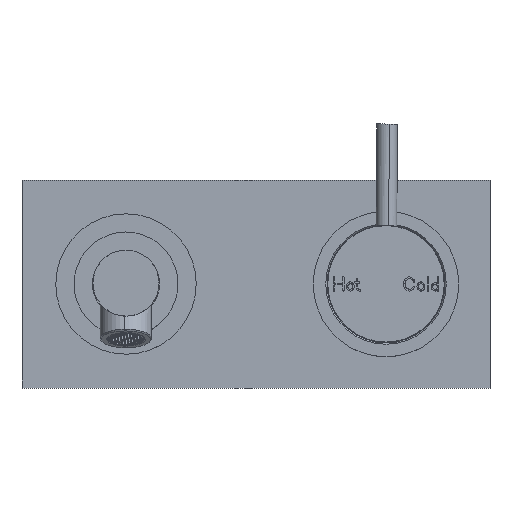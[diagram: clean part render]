
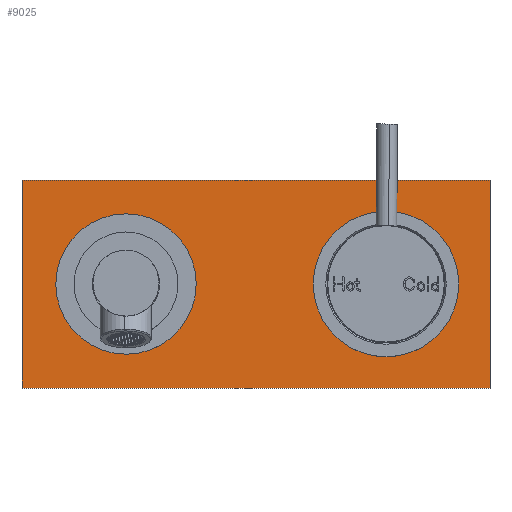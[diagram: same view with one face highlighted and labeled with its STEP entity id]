
A CAD part, top view. The second image highlights one B-rep face of the part: STEP entity #9025.
In plain terms, the highlighted planar face has unit normal (0, 0, 1).
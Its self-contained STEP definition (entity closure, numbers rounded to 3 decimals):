
#424 = ORIENTED_EDGE ( 'NONE', *, *, #25766, .F. ) ;
#445 = DIRECTION ( 'NONE',  ( -1., 0., 0. ) ) ;
#544 = ORIENTED_EDGE ( 'NONE', *, *, #21280, .F. ) ;
#738 = CARTESIAN_POINT ( 'NONE',  ( 90., 40., 57.4 ) ) ;
#788 = DIRECTION ( 'NONE',  ( 0., 0., -1. ) ) ;
#1243 = CARTESIAN_POINT ( 'NONE',  ( 50., 0., 57.4 ) ) ;
#1602 = VERTEX_POINT ( 'NONE', #6309 ) ;
#3067 = FACE_BOUND ( 'NONE', #20117, .T. ) ;
#3282 = CARTESIAN_POINT ( 'NONE',  ( 73., 0., 57.4 ) ) ;
#3567 = DIRECTION ( 'NONE',  ( 1., 0., 0. ) ) ;
#3615 = CARTESIAN_POINT ( 'NONE',  ( 90., -40., 57.4 ) ) ;
#3877 = CIRCLE ( 'NONE', #11229, 12. ) ;
#4844 = EDGE_CURVE ( 'NONE', #19287, #5445, #10211, .T. ) ;
#5175 = LINE ( 'NONE', #8536, #28220 ) ;
#5353 = DIRECTION ( 'NONE',  ( -1., 0., 0. ) ) ;
#5445 = VERTEX_POINT ( 'NONE', #3282 ) ;
#5491 = CARTESIAN_POINT ( 'NONE',  ( -90., 40., 57.4 ) ) ;
#5773 = VERTEX_POINT ( 'NONE', #17204 ) ;
#5840 = LINE ( 'NONE', #32313, #8127 ) ;
#5958 = CARTESIAN_POINT ( 'NONE',  ( -50., 0., 57.4 ) ) ;
#6097 = EDGE_CURVE ( 'NONE', #1602, #33908, #25556, .T. ) ;
#6309 = CARTESIAN_POINT ( 'NONE',  ( -62., 0., 57.4 ) ) ;
#6406 = FACE_OUTER_BOUND ( 'NONE', #11078, .T. ) ;
#7002 = DIRECTION ( 'NONE',  ( 0., -1., 0. ) ) ;
#8127 = VECTOR ( 'NONE', #27187, 1000. ) ;
#8536 = CARTESIAN_POINT ( 'NONE',  ( -90., -40., 57.4 ) ) ;
#8837 = EDGE_CURVE ( 'NONE', #5445, #19287, #16371, .T. ) ;
#8919 = AXIS2_PLACEMENT_3D ( 'NONE', #17005, #27763, #3567 ) ;
#9025 = ADVANCED_FACE ( 'NONE', ( #3067, #6406, #30418 ), #16672, .T. ) ;
#9414 = DIRECTION ( 'NONE',  ( 0., 0., -1. ) ) ;
#10211 = CIRCLE ( 'NONE', #11340, 23. ) ;
#10337 = EDGE_CURVE ( 'NONE', #33908, #1602, #3877, .T. ) ;
#11078 = EDGE_LOOP ( 'NONE', ( #544, #32237, #424, #11114 ) ) ;
#11114 = ORIENTED_EDGE ( 'NONE', *, *, #30417, .F. ) ;
#11229 = AXIS2_PLACEMENT_3D ( 'NONE', #24667, #16884, #445 ) ;
#11340 = AXIS2_PLACEMENT_3D ( 'NONE', #1243, #9414, #22839 ) ;
#11743 = ORIENTED_EDGE ( 'NONE', *, *, #6097, .T. ) ;
#12387 = AXIS2_PLACEMENT_3D ( 'NONE', #28505, #25867, #23391 ) ;
#12845 = CARTESIAN_POINT ( 'NONE',  ( 27., 0., 57.4 ) ) ;
#12913 = LINE ( 'NONE', #5491, #18259 ) ;
#13091 = DIRECTION ( 'NONE',  ( 0., 1., 0. ) ) ;
#14712 = EDGE_CURVE ( 'NONE', #5773, #31660, #5840, .T. ) ;
#15994 = AXIS2_PLACEMENT_3D ( 'NONE', #5958, #788, #20057 ) ;
#16371 = CIRCLE ( 'NONE', #12387, 23. ) ;
#16672 = PLANE ( 'NONE',  #8919 ) ;
#16884 = DIRECTION ( 'NONE',  ( 0., 0., -1. ) ) ;
#17005 = CARTESIAN_POINT ( 'NONE',  ( 0., 0., 57.4 ) ) ;
#17204 = CARTESIAN_POINT ( 'NONE',  ( -90., 40., 57.4 ) ) ;
#18259 = VECTOR ( 'NONE', #13091, 1000. ) ;
#19287 = VERTEX_POINT ( 'NONE', #12845 ) ;
#20057 = DIRECTION ( 'NONE',  ( -1., 0., 0. ) ) ;
#20117 = EDGE_LOOP ( 'NONE', ( #30665, #30140 ) ) ;
#21280 = EDGE_CURVE ( 'NONE', #31660, #26990, #28005, .T. ) ;
#22839 = DIRECTION ( 'NONE',  ( -1., 0., 0. ) ) ;
#23391 = DIRECTION ( 'NONE',  ( -1., 0., 0. ) ) ;
#24201 = VERTEX_POINT ( 'NONE', #31564 ) ;
#24667 = CARTESIAN_POINT ( 'NONE',  ( -50., 0., 57.4 ) ) ;
#25556 = CIRCLE ( 'NONE', #15994, 12. ) ;
#25766 = EDGE_CURVE ( 'NONE', #24201, #5773, #12913, .T. ) ;
#25867 = DIRECTION ( 'NONE',  ( 0., 0., -1. ) ) ;
#25890 = CARTESIAN_POINT ( 'NONE',  ( 90., 40., 57.4 ) ) ;
#26755 = VECTOR ( 'NONE', #7002, 1000. ) ;
#26876 = ORIENTED_EDGE ( 'NONE', *, *, #10337, .T. ) ;
#26990 = VERTEX_POINT ( 'NONE', #3615 ) ;
#27187 = DIRECTION ( 'NONE',  ( 1., 0., 0. ) ) ;
#27763 = DIRECTION ( 'NONE',  ( 0., 0., 1. ) ) ;
#27789 = CARTESIAN_POINT ( 'NONE',  ( -38., 0., 57.4 ) ) ;
#28005 = LINE ( 'NONE', #25890, #26755 ) ;
#28220 = VECTOR ( 'NONE', #5353, 1000. ) ;
#28505 = CARTESIAN_POINT ( 'NONE',  ( 50., 0., 57.4 ) ) ;
#30140 = ORIENTED_EDGE ( 'NONE', *, *, #4844, .T. ) ;
#30417 = EDGE_CURVE ( 'NONE', #26990, #24201, #5175, .T. ) ;
#30418 = FACE_BOUND ( 'NONE', #32335, .T. ) ;
#30665 = ORIENTED_EDGE ( 'NONE', *, *, #8837, .T. ) ;
#31564 = CARTESIAN_POINT ( 'NONE',  ( -90., -40., 57.4 ) ) ;
#31660 = VERTEX_POINT ( 'NONE', #738 ) ;
#32237 = ORIENTED_EDGE ( 'NONE', *, *, #14712, .F. ) ;
#32313 = CARTESIAN_POINT ( 'NONE',  ( -90., 40., 57.4 ) ) ;
#32335 = EDGE_LOOP ( 'NONE', ( #26876, #11743 ) ) ;
#33908 = VERTEX_POINT ( 'NONE', #27789 ) ;
